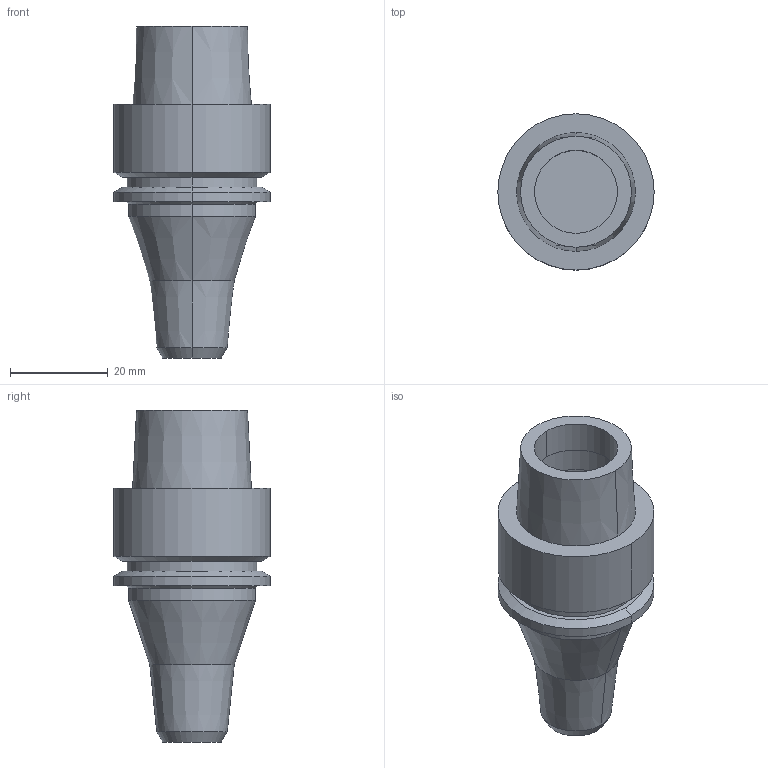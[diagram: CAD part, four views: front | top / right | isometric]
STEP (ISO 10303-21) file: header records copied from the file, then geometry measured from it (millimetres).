
FILE_DESCRIPTION((''),'2;1');
FILE_NAME('HSK-E32-HDC3S-52','2018-02-26T',('ykawabe'),(''),'CREO PARAMETRIC BY PTC INC, 2016380','CREO PARAMETRIC BY PTC INC, 2016380','');
FILE_SCHEMA(('AUTOMOTIVE_DESIGN { 1 0 10303 214 1 1 1 1 }'));
Length unit declared in the file: millimetre
Products named in the file (1): HSK-E32-HDC3S-52
Bounding box: 32 x 32 x 68 mm (x, y, z)
Volume: 25368.1 mm3; surface area: 8380.9 mm2
Topology: 1 solids, 1 shells, 47 faces, 92 edges, 54 vertices
Faces by surface type: cylinder 20, cone 16, plane 9, torus 2
Entity records: 1719 total; most frequent: DIRECTION 252, CARTESIAN_POINT 200, ORIENTED_EDGE 184, AXIS2_PLACEMENT_3D 108, PRESENTATION_STYLE_ASSIGNMENT 97, STYLED_ITEM 97, CURVE_STYLE 96, EDGE_CURVE 92
